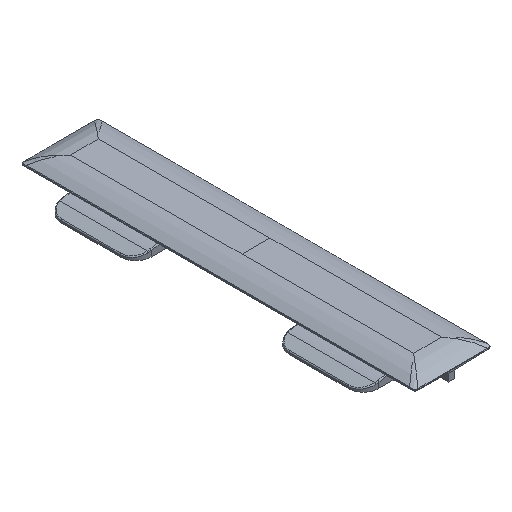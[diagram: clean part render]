
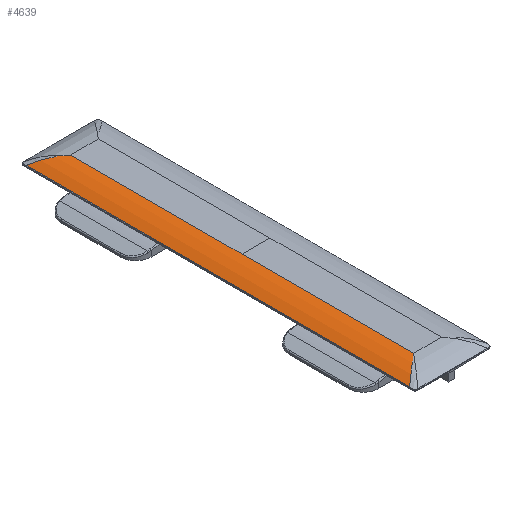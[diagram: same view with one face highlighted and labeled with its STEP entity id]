
A CAD part, isometric view. The second image highlights one B-rep face of the part: STEP entity #4639.
In plain terms, the highlighted cylindrical face has radius 9 mm (diameter 18 mm), a partial arc.
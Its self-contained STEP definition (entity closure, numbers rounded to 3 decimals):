
#4618=AXIS2_PLACEMENT_3D('Cylinder Axis2P3D',#4615,#4616,#4617) ;
#3577=CARTESIAN_POINT('Vertex',(-7.452,37.462,0.46)) ;
#3637=CARTESIAN_POINT('Vertex',(-7.452,-37.462,0.46)) ;
#3668=CARTESIAN_POINT('Line Origine',(-7.452,3.002,0.46)) ;
#3961=CARTESIAN_POINT('Vertex',(-2.728,33.525,1.8)) ;
#4165=CARTESIAN_POINT('Control Point',(-7.452,37.462,0.46)) ;
#4166=CARTESIAN_POINT('Control Point',(-6.913,37.013,0.793)) ;
#4167=CARTESIAN_POINT('Control Point',(-6.355,36.547,1.072)) ;
#4168=CARTESIAN_POINT('Control Point',(-5.783,36.07,1.299)) ;
#4169=CARTESIAN_POINT('Control Point',(-4.926,35.357,1.558)) ;
#4170=CARTESIAN_POINT('Control Point',(-4.056,34.632,1.708)) ;
#4171=CARTESIAN_POINT('Control Point',(-3.777,34.399,1.745)) ;
#4172=CARTESIAN_POINT('Control Point',(-3.402,34.087,1.78)) ;
#4173=CARTESIAN_POINT('Control Point',(-3.027,33.774,1.796)) ;
#4174=CARTESIAN_POINT('Control Point',(-2.933,33.695,1.798)) ;
#4175=CARTESIAN_POINT('Control Point',(-2.835,33.614,1.8)) ;
#4176=CARTESIAN_POINT('Control Point',(-2.737,33.533,1.8)) ;
#4177=CARTESIAN_POINT('Control Point',(-2.734,33.53,1.8)) ;
#4178=CARTESIAN_POINT('Control Point',(-2.731,33.528,1.8)) ;
#4179=CARTESIAN_POINT('Control Point',(-2.728,33.525,1.8)) ;
#4473=CARTESIAN_POINT('Vertex',(-2.728,-33.525,1.8)) ;
#4566=CARTESIAN_POINT('Control Point',(-7.452,-37.462,0.46)) ;
#4567=CARTESIAN_POINT('Control Point',(-6.913,-37.013,0.793)) ;
#4568=CARTESIAN_POINT('Control Point',(-6.355,-36.547,1.072)) ;
#4569=CARTESIAN_POINT('Control Point',(-5.783,-36.07,1.299)) ;
#4570=CARTESIAN_POINT('Control Point',(-4.926,-35.357,1.558)) ;
#4571=CARTESIAN_POINT('Control Point',(-4.056,-34.632,1.708)) ;
#4572=CARTESIAN_POINT('Control Point',(-3.777,-34.399,1.745)) ;
#4573=CARTESIAN_POINT('Control Point',(-3.402,-34.087,1.78)) ;
#4574=CARTESIAN_POINT('Control Point',(-3.027,-33.774,1.796)) ;
#4575=CARTESIAN_POINT('Control Point',(-2.933,-33.695,1.798)) ;
#4576=CARTESIAN_POINT('Control Point',(-2.835,-33.614,1.8)) ;
#4577=CARTESIAN_POINT('Control Point',(-2.737,-33.533,1.8)) ;
#4578=CARTESIAN_POINT('Control Point',(-2.734,-33.53,1.8)) ;
#4579=CARTESIAN_POINT('Control Point',(-2.731,-33.528,1.8)) ;
#4580=CARTESIAN_POINT('Control Point',(-2.728,-33.525,1.8)) ;
#4615=CARTESIAN_POINT('Axis2P3D Location',(-2.728,0.,-7.2)) ;
#4620=CARTESIAN_POINT('Line Origine',(-2.728,0.,1.8)) ;
#4624=CARTESIAN_POINT('Vertex',(-2.728,0.,1.8)) ;
#4627=CARTESIAN_POINT('Line Origine',(-2.728,0.,1.8)) ;
#3669=DIRECTION('Vector Direction',(0.,-1.,0.)) ;
#4616=DIRECTION('Axis2P3D Direction',(0.,-1.,0.)) ;
#4617=DIRECTION('Axis2P3D XDirection',(0.,0.,1.)) ;
#4621=DIRECTION('Vector Direction',(0.,-1.,0.)) ;
#4628=DIRECTION('Vector Direction',(0.,-1.,0.)) ;
#3670=VECTOR('Line Direction',#3669,1.) ;
#4622=VECTOR('Line Direction',#4621,1.) ;
#4629=VECTOR('Line Direction',#4628,1.) ;
#4633=ORIENTED_EDGE('',*,*,#4581,.F.) ;
#4634=ORIENTED_EDGE('',*,*,#4626,.T.) ;
#4635=ORIENTED_EDGE('',*,*,#4631,.T.) ;
#4636=ORIENTED_EDGE('',*,*,#4180,.T.) ;
#4637=ORIENTED_EDGE('',*,*,#3672,.T.) ;
#4639=ADVANCED_FACE('Modele simplifie',(#4638),#4619,.T.) ;
#4164=B_SPLINE_CURVE_WITH_KNOTS('',5,(#4165,#4166,#4167,#4168,#4169,#4170,#4171,#4172,#4173,#4174,#4175,#4176,#4177,#4178,#4179),.UNSPECIFIED.,.F.,.U.,(6,3,3,3,6),(2.309,7.798,10.383,11.253,11.281),.UNSPECIFIED.) ;
#4565=B_SPLINE_CURVE_WITH_KNOTS('',5,(#4566,#4567,#4568,#4569,#4570,#4571,#4572,#4573,#4574,#4575,#4576,#4577,#4578,#4579,#4580),.UNSPECIFIED.,.F.,.U.,(6,3,3,3,6),(2.309,7.798,10.383,11.253,11.281),.UNSPECIFIED.) ;
#4619=CYLINDRICAL_SURFACE('generated cylinder',#4618,9.) ;
#3672=EDGE_CURVE('',#3578,#3638,#3671,.T.) ;
#4180=EDGE_CURVE('',#3962,#3578,#4164,.F.) ;
#4581=EDGE_CURVE('',#4474,#3638,#4565,.F.) ;
#4626=EDGE_CURVE('',#4474,#4625,#4623,.F.) ;
#4631=EDGE_CURVE('',#4625,#3962,#4630,.F.) ;
#4632=EDGE_LOOP('',(#4633,#4634,#4635,#4636,#4637)) ;
#4638=FACE_OUTER_BOUND('',#4632,.T.) ;
#3671=LINE('Line',#3668,#3670) ;
#4623=LINE('Line',#4620,#4622) ;
#4630=LINE('Line',#4627,#4629) ;
#3578=VERTEX_POINT('',#3577) ;
#3638=VERTEX_POINT('',#3637) ;
#3962=VERTEX_POINT('',#3961) ;
#4474=VERTEX_POINT('',#4473) ;
#4625=VERTEX_POINT('',#4624) ;
